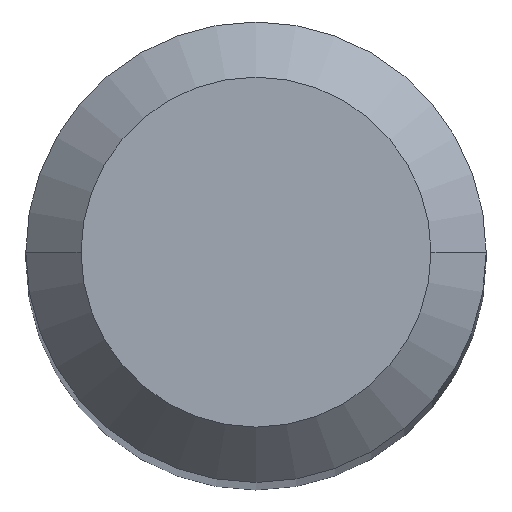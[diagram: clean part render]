
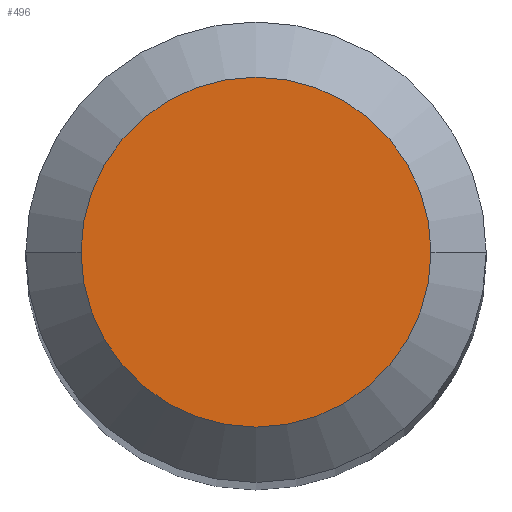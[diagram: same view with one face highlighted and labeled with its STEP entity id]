
A CAD part, top view. The second image highlights one B-rep face of the part: STEP entity #496.
In plain terms, the highlighted planar face has unit normal (0, 0, 1).
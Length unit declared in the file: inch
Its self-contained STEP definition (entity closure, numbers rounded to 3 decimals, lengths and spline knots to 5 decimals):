
#9 = FACE_OUTER_BOUND ( 'NONE', #173, .T. ) ;
#11 = CARTESIAN_POINT ( 'NONE',  ( 0., 0.0475, 0. ) ) ;
#14 = ORIENTED_EDGE ( 'NONE', *, *, #327, .T. ) ;
#15 = DIRECTION ( 'NONE',  ( 1., 0., 0. ) ) ;
#26 = VERTEX_POINT ( 'NONE', #148 ) ;
#44 = AXIS2_PLACEMENT_3D ( 'NONE', #11, #315, #358 ) ;
#48 = CARTESIAN_POINT ( 'NONE',  ( 0., 0., 0. ) ) ;
#51 = ORIENTED_EDGE ( 'NONE', *, *, #555, .T. ) ;
#139 = AXIS2_PLACEMENT_3D ( 'NONE', #418, #196, #299 ) ;
#148 = CARTESIAN_POINT ( 'NONE',  ( 0.0475, 0., 0. ) ) ;
#173 = EDGE_LOOP ( 'NONE', ( #14, #51 ) ) ;
#183 = AXIS2_PLACEMENT_3D ( 'NONE', #48, #403, #15 ) ;
#196 = DIRECTION ( 'NONE',  ( 0., 0., 1. ) ) ;
#274 = PLANE ( 'NONE',  #44 ) ;
#299 = DIRECTION ( 'NONE',  ( 1., 0., 0. ) ) ;
#315 = DIRECTION ( 'NONE',  ( 0., 0., -1. ) ) ;
#326 = CARTESIAN_POINT ( 'NONE',  ( -0.0475, 0., 0. ) ) ;
#327 = EDGE_CURVE ( 'NONE', #389, #26, #521, .T. ) ;
#358 = DIRECTION ( 'NONE',  ( -1., 0., 0. ) ) ;
#389 = VERTEX_POINT ( 'NONE', #326 ) ;
#403 = DIRECTION ( 'NONE',  ( 0., 0., 1. ) ) ;
#412 = CIRCLE ( 'NONE', #139, 0.0475 ) ;
#418 = CARTESIAN_POINT ( 'NONE',  ( 0., 0., 0. ) ) ;
#496 = ADVANCED_FACE ( 'NONE', ( #9 ), #274, .F. ) ;
#521 = CIRCLE ( 'NONE', #183, 0.0475 ) ;
#555 = EDGE_CURVE ( 'NONE', #26, #389, #412, .T. ) ;
